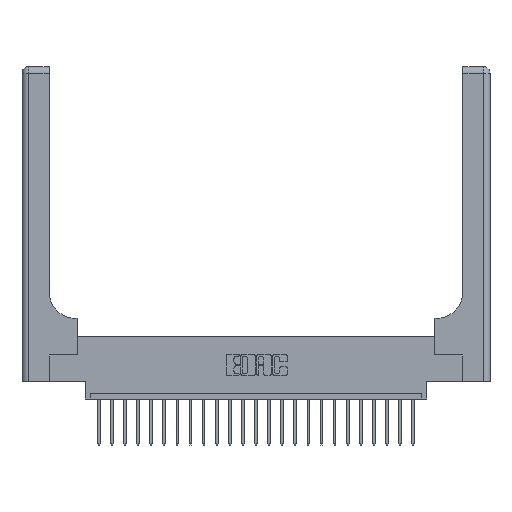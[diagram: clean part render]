
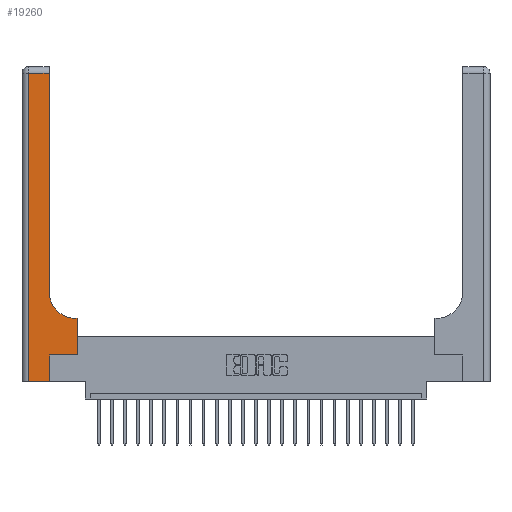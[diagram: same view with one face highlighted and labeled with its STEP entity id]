
A CAD part, top view. The second image highlights one B-rep face of the part: STEP entity #19260.
In plain terms, the highlighted planar face has unit normal (0, 0, 1).
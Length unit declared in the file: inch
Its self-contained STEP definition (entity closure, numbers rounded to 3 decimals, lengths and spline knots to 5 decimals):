
#124 = ORIENTED_EDGE ( 'NONE', *, *, #251, .T. ) ;
#251 = EDGE_CURVE ( 'NONE', #17318, #16390, #12614, .T. ) ;
#375 = VECTOR ( 'NONE', #21291, 39.37008 ) ;
#1047 = LINE ( 'NONE', #21088, #8402 ) ;
#1073 = PLANE ( 'NONE',  #13192 ) ;
#2120 = VERTEX_POINT ( 'NONE', #3506 ) ;
#2192 = ORIENTED_EDGE ( 'NONE', *, *, #3053, .T. ) ;
#2202 = ORIENTED_EDGE ( 'NONE', *, *, #16561, .T. ) ;
#2455 = CARTESIAN_POINT ( 'NONE',  ( 0.265, 0., 0.37 ) ) ;
#2731 = ORIENTED_EDGE ( 'NONE', *, *, #22745, .T. ) ;
#3053 = EDGE_CURVE ( 'NONE', #22232, #13565, #1047, .T. ) ;
#3506 = CARTESIAN_POINT ( 'NONE',  ( 0.51, 0.6, 0.37 ) ) ;
#3523 = LINE ( 'NONE', #9003, #12929 ) ;
#4096 = VECTOR ( 'NONE', #20822, 39.37008 ) ;
#5227 = DIRECTION ( 'NONE',  ( 0., -1., 0. ) ) ;
#5511 = CIRCLE ( 'NONE', #22267, 0.25 ) ;
#5602 = VECTOR ( 'NONE', #5227, 39.37008 ) ;
#5803 = VERTEX_POINT ( 'NONE', #6761 ) ;
#6501 = ORIENTED_EDGE ( 'NONE', *, *, #19597, .T. ) ;
#6646 = CARTESIAN_POINT ( 'NONE',  ( 0.26, 2.94, 0.37 ) ) ;
#6748 = DIRECTION ( 'NONE',  ( 1., 0., 0. ) ) ;
#6761 = CARTESIAN_POINT ( 'NONE',  ( 0.528, 0.6, 0.37 ) ) ;
#7092 = LINE ( 'NONE', #13986, #375 ) ;
#7441 = ORIENTED_EDGE ( 'NONE', *, *, #13014, .T. ) ;
#7508 = DIRECTION ( 'NONE',  ( 0., 1., 0. ) ) ;
#7896 = DIRECTION ( 'NONE',  ( 1., 0., 0. ) ) ;
#8039 = EDGE_CURVE ( 'NONE', #13565, #5803, #21597, .T. ) ;
#8386 = CARTESIAN_POINT ( 'NONE',  ( 0., 2.94, 0.37 ) ) ;
#8402 = VECTOR ( 'NONE', #12131, 39.37008 ) ;
#9003 = CARTESIAN_POINT ( 'NONE',  ( 0., 0., 0.37 ) ) ;
#9328 = CARTESIAN_POINT ( 'NONE',  ( 0.26, 0.85, 0.37 ) ) ;
#10256 = DIRECTION ( 'NONE',  ( -1., 0., 0. ) ) ;
#10332 = VECTOR ( 'NONE', #7508, 39.37008 ) ;
#10356 = CARTESIAN_POINT ( 'NONE',  ( 0.06, 3., 0.37 ) ) ;
#10470 = EDGE_LOOP ( 'NONE', ( #7441, #19910, #124, #17485, #6501, #2192, #14851, #2731, #2202 ) ) ;
#10752 = LINE ( 'NONE', #8386, #20897 ) ;
#10774 = CARTESIAN_POINT ( 'NONE',  ( 0.06, 0., 0.37 ) ) ;
#11075 = CARTESIAN_POINT ( 'NONE',  ( 0.528, 0.25, 0.37 ) ) ;
#11915 = VERTEX_POINT ( 'NONE', #9328 ) ;
#12131 = DIRECTION ( 'NONE',  ( 1., 0., 0. ) ) ;
#12270 = DIRECTION ( 'NONE',  ( 0., 0., -1. ) ) ;
#12614 = LINE ( 'NONE', #10356, #5602 ) ;
#12929 = VECTOR ( 'NONE', #6748, 39.37008 ) ;
#13014 = EDGE_CURVE ( 'NONE', #11915, #15831, #14196, .T. ) ;
#13192 = AXIS2_PLACEMENT_3D ( 'NONE', #17656, #12270, #10256 ) ;
#13367 = CARTESIAN_POINT ( 'NONE',  ( 0.51, 0.85, 0.37 ) ) ;
#13565 = VERTEX_POINT ( 'NONE', #11075 ) ;
#13578 = CARTESIAN_POINT ( 'NONE',  ( 0.265, 0.25, 0.37 ) ) ;
#13640 = CARTESIAN_POINT ( 'NONE',  ( 0.26, 3., 0.37 ) ) ;
#13986 = CARTESIAN_POINT ( 'NONE',  ( 0.26, 0.6, 0.37 ) ) ;
#14196 = LINE ( 'NONE', #13640, #15321 ) ;
#14851 = ORIENTED_EDGE ( 'NONE', *, *, #8039, .T. ) ;
#15321 = VECTOR ( 'NONE', #22491, 39.37008 ) ;
#15831 = VERTEX_POINT ( 'NONE', #6646 ) ;
#16098 = CARTESIAN_POINT ( 'NONE',  ( 0.528, 0.25, 0.37 ) ) ;
#16390 = VERTEX_POINT ( 'NONE', #10774 ) ;
#16561 = EDGE_CURVE ( 'NONE', #2120, #11915, #5511, .T. ) ;
#17318 = VERTEX_POINT ( 'NONE', #21461 ) ;
#17388 = CARTESIAN_POINT ( 'NONE',  ( 0.265, 0., 0.37 ) ) ;
#17485 = ORIENTED_EDGE ( 'NONE', *, *, #22707, .T. ) ;
#17548 = FACE_OUTER_BOUND ( 'NONE', #10470, .T. ) ;
#17656 = CARTESIAN_POINT ( 'NONE',  ( 0., 3., 0.37 ) ) ;
#17682 = VERTEX_POINT ( 'NONE', #17388 ) ;
#19260 = ADVANCED_FACE ( 'NONE', ( #17548 ), #1073, .F. ) ;
#19597 = EDGE_CURVE ( 'NONE', #17682, #22232, #20588, .T. ) ;
#19910 = ORIENTED_EDGE ( 'NONE', *, *, #23046, .T. ) ;
#20205 = DIRECTION ( 'NONE',  ( 0., 0., -1. ) ) ;
#20588 = LINE ( 'NONE', #2455, #4096 ) ;
#20822 = DIRECTION ( 'NONE',  ( 0., 1., 0. ) ) ;
#20897 = VECTOR ( 'NONE', #21620, 39.37008 ) ;
#21088 = CARTESIAN_POINT ( 'NONE',  ( 0.265, 0.25, 0.37 ) ) ;
#21291 = DIRECTION ( 'NONE',  ( -1., 0., 0. ) ) ;
#21461 = CARTESIAN_POINT ( 'NONE',  ( 0.06, 2.94, 0.37 ) ) ;
#21597 = LINE ( 'NONE', #16098, #10332 ) ;
#21620 = DIRECTION ( 'NONE',  ( -1., 0., 0. ) ) ;
#22232 = VERTEX_POINT ( 'NONE', #13578 ) ;
#22267 = AXIS2_PLACEMENT_3D ( 'NONE', #13367, #20205, #7896 ) ;
#22491 = DIRECTION ( 'NONE',  ( 0., 1., 0. ) ) ;
#22707 = EDGE_CURVE ( 'NONE', #16390, #17682, #3523, .T. ) ;
#22745 = EDGE_CURVE ( 'NONE', #5803, #2120, #7092, .T. ) ;
#23046 = EDGE_CURVE ( 'NONE', #15831, #17318, #10752, .T. ) ;
